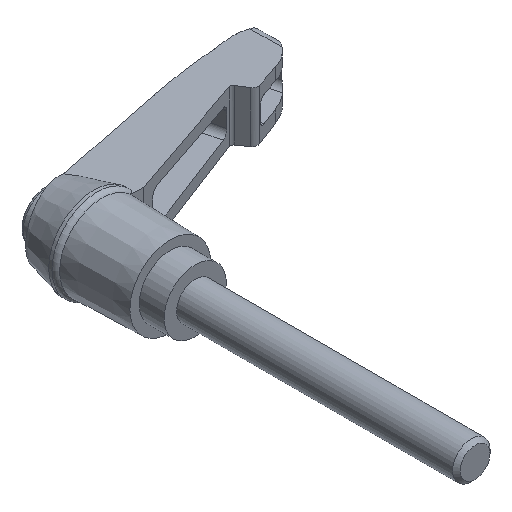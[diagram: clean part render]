
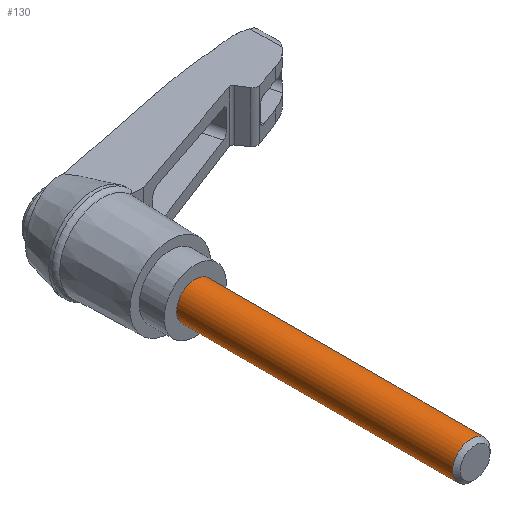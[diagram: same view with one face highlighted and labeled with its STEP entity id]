
A CAD part, isometric view. The second image highlights one B-rep face of the part: STEP entity #130.
In plain terms, the highlighted cylindrical face has radius 3 mm (diameter 6 mm), a full revolution.
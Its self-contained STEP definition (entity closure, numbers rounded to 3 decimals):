
#130 = ADVANCED_FACE( '', ( #327, #328 ), #329, .T. );
#327 = FACE_OUTER_BOUND( '', #598, .T. );
#328 = FACE_OUTER_BOUND( '', #599, .T. );
#329 = CYLINDRICAL_SURFACE( '', #600, 3. );
#598 = EDGE_LOOP( '', ( #953 ) );
#599 = EDGE_LOOP( '', ( #954 ) );
#600 = AXIS2_PLACEMENT_3D( '', #955, #956, #957 );
#953 = ORIENTED_EDGE( '', *, *, #1679, .F. );
#954 = ORIENTED_EDGE( '', *, *, #1680, .T. );
#955 = CARTESIAN_POINT( '', ( 0., -45., 0. ) );
#956 = DIRECTION( '', ( 0., 1., 0. ) );
#957 = DIRECTION( '', ( 0., 0., -1. ) );
#1679 = EDGE_CURVE( '', #2044, #2044, #2045, .T. );
#1680 = EDGE_CURVE( '', #2046, #2046, #2047, .F. );
#2044 = VERTEX_POINT( '', #2550 );
#2045 = CIRCLE( '', #2551, 3. );
#2046 = VERTEX_POINT( '', #2552 );
#2047 = CIRCLE( '', #2553, 3. );
#2550 = CARTESIAN_POINT( '', ( 0., -44.387, -3. ) );
#2551 = AXIS2_PLACEMENT_3D( '', #3179, #3180, #3181 );
#2552 = CARTESIAN_POINT( '', ( -3., 0., 0. ) );
#2553 = AXIS2_PLACEMENT_3D( '', #3182, #3183, #3184 );
#3179 = CARTESIAN_POINT( '', ( 0., -44.387, 0. ) );
#3180 = DIRECTION( '', ( 0., -1., 0. ) );
#3181 = DIRECTION( '', ( 0., 0., -1. ) );
#3182 = CARTESIAN_POINT( '', ( 0., 0., 0. ) );
#3183 = DIRECTION( '', ( 0., 1., 0. ) );
#3184 = DIRECTION( '', ( -1., 0., 0. ) );
